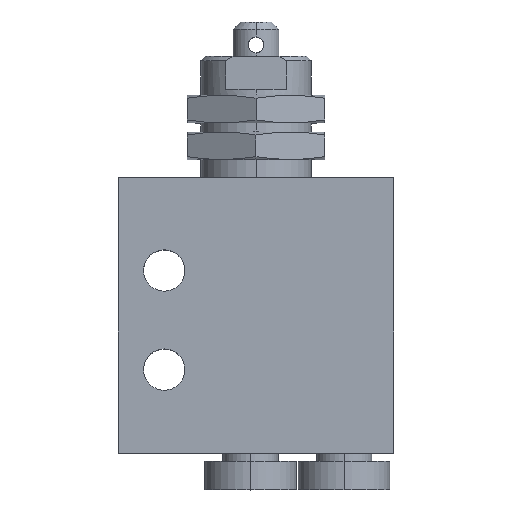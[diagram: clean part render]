
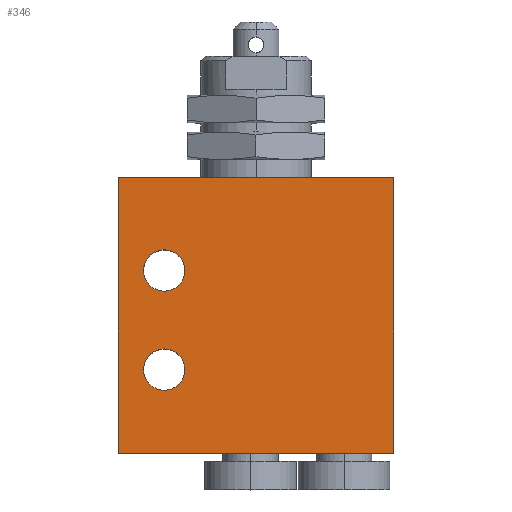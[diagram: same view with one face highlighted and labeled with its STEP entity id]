
A CAD part, top view. The second image highlights one B-rep face of the part: STEP entity #346.
In plain terms, the highlighted planar face has unit normal (0, 0, 1).
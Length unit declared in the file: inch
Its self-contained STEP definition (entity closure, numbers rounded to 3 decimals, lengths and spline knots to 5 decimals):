
#36 = CIRCLE ( 'NONE', #1646, 0.08858 ) ;
#73 = EDGE_LOOP ( 'NONE', ( #1172, #1292, #1603, #4076 ) ) ;
#265 = EDGE_CURVE ( 'NONE', #4566, #2890, #36, .T. ) ;
#346 = ADVANCED_FACE ( 'NONE', ( #875, #1737, #1415 ), #4387, .T. ) ;
#433 = VECTOR ( 'NONE', #4148, 39.37008 ) ;
#524 = VERTEX_POINT ( 'NONE', #1121 ) ;
#552 = AXIS2_PLACEMENT_3D ( 'NONE', #1751, #2831, #3190 ) ;
#556 = CARTESIAN_POINT ( 'NONE',  ( -0.48228, -0.82283, 0.29528 ) ) ;
#602 = DIRECTION ( 'NONE',  ( 1., 0., 0. ) ) ;
#625 = CARTESIAN_POINT ( 'NONE',  ( -0.3937, -0.39764, 0.29528 ) ) ;
#758 = EDGE_LOOP ( 'NONE', ( #2706, #2625 ) ) ;
#826 = CARTESIAN_POINT ( 'NONE',  ( 0., 0., 0.29528 ) ) ;
#875 = FACE_OUTER_BOUND ( 'NONE', #73, .T. ) ;
#907 = AXIS2_PLACEMENT_3D ( 'NONE', #2258, #2275, #4372 ) ;
#913 = CARTESIAN_POINT ( 'NONE',  ( -0.30512, -0.82283, 0.29528 ) ) ;
#919 = VERTEX_POINT ( 'NONE', #3088 ) ;
#943 = CARTESIAN_POINT ( 'NONE',  ( -0.48228, -0.39764, 0.29528 ) ) ;
#955 = CIRCLE ( 'NONE', #552, 0.08858 ) ;
#1121 = CARTESIAN_POINT ( 'NONE',  ( -0.59055, -1.1811, 0.29528 ) ) ;
#1172 = ORIENTED_EDGE ( 'NONE', *, *, #4223, .T. ) ;
#1181 = DIRECTION ( 'NONE',  ( 1., 0., 0. ) ) ;
#1292 = ORIENTED_EDGE ( 'NONE', *, *, #2057, .T. ) ;
#1415 = FACE_BOUND ( 'NONE', #2510, .T. ) ;
#1438 = CARTESIAN_POINT ( 'NONE',  ( 0.59055, -1.1811, 0.29528 ) ) ;
#1498 = EDGE_CURVE ( 'NONE', #524, #2244, #1859, .T. ) ;
#1561 = LINE ( 'NONE', #2026, #1953 ) ;
#1603 = ORIENTED_EDGE ( 'NONE', *, *, #2869, .T. ) ;
#1644 = CARTESIAN_POINT ( 'NONE',  ( -0.30512, -0.39764, 0.29528 ) ) ;
#1646 = AXIS2_PLACEMENT_3D ( 'NONE', #2188, #3635, #3617 ) ;
#1737 = FACE_BOUND ( 'NONE', #758, .T. ) ;
#1751 = CARTESIAN_POINT ( 'NONE',  ( -0.3937, -0.39764, 0.29528 ) ) ;
#1811 = DIRECTION ( 'NONE',  ( 0., 0., 1. ) ) ;
#1859 = LINE ( 'NONE', #3613, #4377 ) ;
#1953 = VECTOR ( 'NONE', #4536, 39.37008 ) ;
#2026 = CARTESIAN_POINT ( 'NONE',  ( -0.59055, 0., 0.29528 ) ) ;
#2057 = EDGE_CURVE ( 'NONE', #4511, #919, #2913, .T. ) ;
#2188 = CARTESIAN_POINT ( 'NONE',  ( -0.3937, -0.82283, 0.29528 ) ) ;
#2244 = VERTEX_POINT ( 'NONE', #1438 ) ;
#2258 = CARTESIAN_POINT ( 'NONE',  ( -0.3937, -0.82283, 0.29528 ) ) ;
#2275 = DIRECTION ( 'NONE',  ( 0., 0., -1. ) ) ;
#2510 = EDGE_LOOP ( 'NONE', ( #4541, #3043 ) ) ;
#2625 = ORIENTED_EDGE ( 'NONE', *, *, #3107, .T. ) ;
#2706 = ORIENTED_EDGE ( 'NONE', *, *, #3262, .T. ) ;
#2831 = DIRECTION ( 'NONE',  ( 0., 0., -1. ) ) ;
#2869 = EDGE_CURVE ( 'NONE', #919, #524, #1561, .T. ) ;
#2890 = VERTEX_POINT ( 'NONE', #913 ) ;
#2913 = LINE ( 'NONE', #4118, #433 ) ;
#2920 = DIRECTION ( 'NONE',  ( 0., 1., 0. ) ) ;
#2976 = CARTESIAN_POINT ( 'NONE',  ( 0.59055, 0., 0.29528 ) ) ;
#3022 = VERTEX_POINT ( 'NONE', #1644 ) ;
#3043 = ORIENTED_EDGE ( 'NONE', *, *, #265, .T. ) ;
#3088 = CARTESIAN_POINT ( 'NONE',  ( -0.59055, 0., 0.29528 ) ) ;
#3089 = DIRECTION ( 'NONE',  ( 0., 0., -1. ) ) ;
#3107 = EDGE_CURVE ( 'NONE', #4532, #3022, #3736, .T. ) ;
#3190 = DIRECTION ( 'NONE',  ( 1., 0., 0. ) ) ;
#3262 = EDGE_CURVE ( 'NONE', #3022, #4532, #955, .T. ) ;
#3275 = DIRECTION ( 'NONE',  ( 1., 0., 0. ) ) ;
#3379 = VECTOR ( 'NONE', #2920, 39.37008 ) ;
#3613 = CARTESIAN_POINT ( 'NONE',  ( 0., -1.1811, 0.29528 ) ) ;
#3617 = DIRECTION ( 'NONE',  ( 1., 0., 0. ) ) ;
#3635 = DIRECTION ( 'NONE',  ( 0., 0., -1. ) ) ;
#3691 = CIRCLE ( 'NONE', #907, 0.08858 ) ;
#3736 = CIRCLE ( 'NONE', #3777, 0.08858 ) ;
#3777 = AXIS2_PLACEMENT_3D ( 'NONE', #625, #3089, #602 ) ;
#3813 = EDGE_CURVE ( 'NONE', #2890, #4566, #3691, .T. ) ;
#4076 = ORIENTED_EDGE ( 'NONE', *, *, #1498, .T. ) ;
#4102 = CARTESIAN_POINT ( 'NONE',  ( 0.59055, 0., 0.29528 ) ) ;
#4114 = LINE ( 'NONE', #2976, #3379 ) ;
#4118 = CARTESIAN_POINT ( 'NONE',  ( 0., 0., 0.29528 ) ) ;
#4148 = DIRECTION ( 'NONE',  ( -1., 0., 0. ) ) ;
#4223 = EDGE_CURVE ( 'NONE', #2244, #4511, #4114, .T. ) ;
#4299 = AXIS2_PLACEMENT_3D ( 'NONE', #826, #1811, #1181 ) ;
#4372 = DIRECTION ( 'NONE',  ( 1., 0., 0. ) ) ;
#4377 = VECTOR ( 'NONE', #3275, 39.37008 ) ;
#4387 = PLANE ( 'NONE',  #4299 ) ;
#4511 = VERTEX_POINT ( 'NONE', #4102 ) ;
#4532 = VERTEX_POINT ( 'NONE', #943 ) ;
#4536 = DIRECTION ( 'NONE',  ( 0., -1., 0. ) ) ;
#4541 = ORIENTED_EDGE ( 'NONE', *, *, #3813, .T. ) ;
#4566 = VERTEX_POINT ( 'NONE', #556 ) ;
